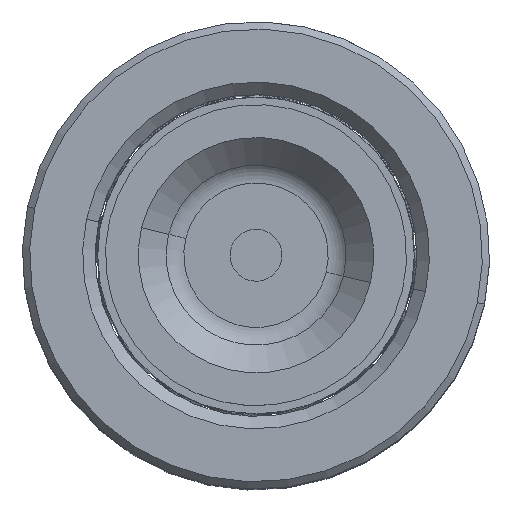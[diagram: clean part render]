
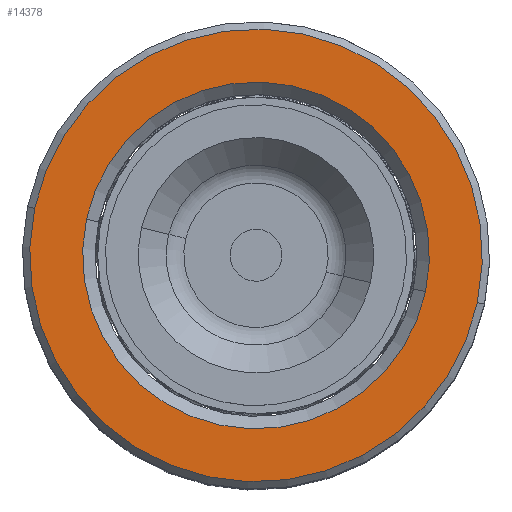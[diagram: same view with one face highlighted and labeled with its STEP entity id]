
A CAD part, top view. The second image highlights one B-rep face of the part: STEP entity #14378.
In plain terms, the highlighted planar face has unit normal (0, 0, 1).
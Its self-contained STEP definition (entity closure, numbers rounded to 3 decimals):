
#2966 = DIRECTION ( 'NONE',  ( 0., 0., -1. ) ) ;
#5259 = DIRECTION ( 'NONE',  ( 1., 0., 0. ) ) ;
#5434 = DIRECTION ( 'NONE',  ( 1., 0., 0. ) ) ;
#6191 = ORIENTED_EDGE ( 'NONE', *, *, #9818, .T. ) ;
#9818 = EDGE_CURVE ( 'NONE', #26695, #31370, #12213, .T. ) ;
#10809 = CIRCLE ( 'NONE', #14626, 21.8 ) ;
#10906 = DIRECTION ( 'NONE',  ( 1., 0., 0. ) ) ;
#12213 = CIRCLE ( 'NONE', #12596, 16.7 ) ;
#12596 = AXIS2_PLACEMENT_3D ( 'NONE', #26963, #13342, #16236 ) ;
#12610 = CIRCLE ( 'NONE', #20800, 21.8 ) ;
#12792 = ORIENTED_EDGE ( 'NONE', *, *, #35192, .T. ) ;
#13342 = DIRECTION ( 'NONE',  ( 0., 0., -1. ) ) ;
#13447 = FACE_BOUND ( 'NONE', #19850, .T. ) ;
#14378 = ADVANCED_FACE ( 'NONE', ( #16897, #13447 ), #15039, .T. ) ;
#14626 = AXIS2_PLACEMENT_3D ( 'NONE', #24635, #18922, #5434 ) ;
#15039 = PLANE ( 'NONE',  #32110 ) ;
#16236 = DIRECTION ( 'NONE',  ( 1., 0., 0. ) ) ;
#16606 = CARTESIAN_POINT ( 'NONE',  ( 21.8, 0., 60. ) ) ;
#16897 = FACE_OUTER_BOUND ( 'NONE', #32564, .T. ) ;
#17790 = VERTEX_POINT ( 'NONE', #16606 ) ;
#18153 = CARTESIAN_POINT ( 'NONE',  ( 0., 0., 60. ) ) ;
#18922 = DIRECTION ( 'NONE',  ( 0., 0., 1. ) ) ;
#19022 = CARTESIAN_POINT ( 'NONE',  ( 16.7, 0., 60. ) ) ;
#19080 = ORIENTED_EDGE ( 'NONE', *, *, #32616, .T. ) ;
#19520 = CARTESIAN_POINT ( 'NONE',  ( 0., 0., 60. ) ) ;
#19850 = EDGE_LOOP ( 'NONE', ( #6191, #12792 ) ) ;
#20800 = AXIS2_PLACEMENT_3D ( 'NONE', #29931, #32547, #5259 ) ;
#22815 = ORIENTED_EDGE ( 'NONE', *, *, #24238, .T. ) ;
#24238 = EDGE_CURVE ( 'NONE', #17790, #25397, #10809, .T. ) ;
#24635 = CARTESIAN_POINT ( 'NONE',  ( 0., 0., 60. ) ) ;
#25397 = VERTEX_POINT ( 'NONE', #27051 ) ;
#26695 = VERTEX_POINT ( 'NONE', #19022 ) ;
#26936 = CARTESIAN_POINT ( 'NONE',  ( -16.7, 0., 60. ) ) ;
#26963 = CARTESIAN_POINT ( 'NONE',  ( 0., 0., 60. ) ) ;
#27051 = CARTESIAN_POINT ( 'NONE',  ( -21.8, 0., 60. ) ) ;
#29931 = CARTESIAN_POINT ( 'NONE',  ( 0., 0., 60. ) ) ;
#30105 = CIRCLE ( 'NONE', #32204, 16.7 ) ;
#31370 = VERTEX_POINT ( 'NONE', #26936 ) ;
#32110 = AXIS2_PLACEMENT_3D ( 'NONE', #18153, #34108, #34225 ) ;
#32204 = AXIS2_PLACEMENT_3D ( 'NONE', #19520, #2966, #10906 ) ;
#32547 = DIRECTION ( 'NONE',  ( 0., 0., 1. ) ) ;
#32564 = EDGE_LOOP ( 'NONE', ( #19080, #22815 ) ) ;
#32616 = EDGE_CURVE ( 'NONE', #25397, #17790, #12610, .T. ) ;
#34108 = DIRECTION ( 'NONE',  ( 0., 0., 1. ) ) ;
#34225 = DIRECTION ( 'NONE',  ( 1., 0., 0. ) ) ;
#35192 = EDGE_CURVE ( 'NONE', #31370, #26695, #30105, .T. ) ;
